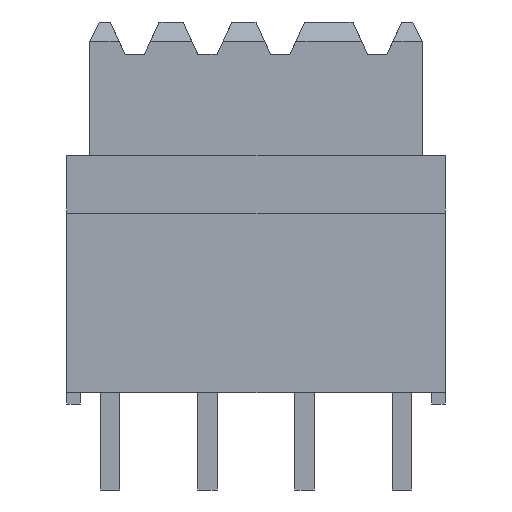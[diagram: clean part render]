
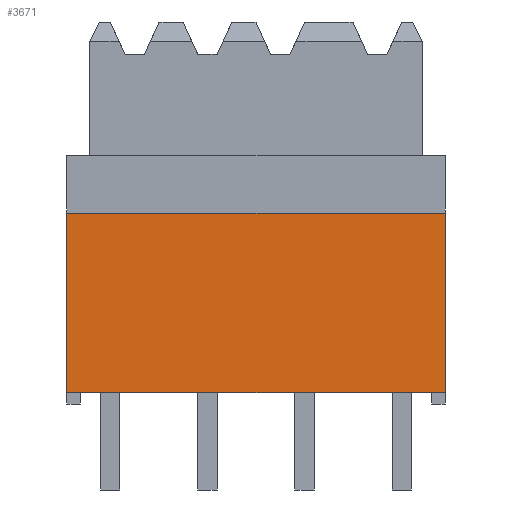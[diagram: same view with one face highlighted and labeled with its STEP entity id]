
A CAD part, front view. The second image highlights one B-rep face of the part: STEP entity #3671.
In plain terms, the highlighted free-form (B-spline) face has degree [1, 1] with [2, 2] control points.
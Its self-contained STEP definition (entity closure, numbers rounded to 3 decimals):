
#3568=CARTESIAN_POINT('',(-9.9,-42.2,10.0));
#3569=VERTEX_POINT('',#3568);
#3576=CARTESIAN_POINT('',(9.9,-42.2,10.0));
#3577=VERTEX_POINT('',#3576);
#3578=CARTESIAN_POINT('',(9.9,-42.2,10.0));
#3579=DIRECTION('',(-1.0,0.0,0.0));
#3580=VECTOR('',#3579,19.8);
#3581=LINE('',#3578,#3580);
#3582=EDGE_CURVE('',#3577,#3569,#3581,.T.);
#3608=CARTESIAN_POINT('',(9.9,-42.2,0.6));
#3609=VERTEX_POINT('',#3608);
#3616=CARTESIAN_POINT('',(-9.9,-42.2,0.6));
#3617=VERTEX_POINT('',#3616);
#3618=CARTESIAN_POINT('',(-9.9,-42.2,0.6));
#3619=DIRECTION('',(1.0,0.0,0.0));
#3620=VECTOR('',#3619,19.8);
#3621=LINE('',#3618,#3620);
#3622=EDGE_CURVE('',#3617,#3609,#3621,.T.);
#3638=CARTESIAN_POINT('',(-9.9,-42.2,10.0));
#3639=DIRECTION('',(0.0,0.0,-1.0));
#3640=VECTOR('',#3639,9.4);
#3641=LINE('',#3638,#3640);
#3642=EDGE_CURVE('',#3569,#3617,#3641,.T.);
#3655=CARTESIAN_POINT('',(9.9,-42.2,10.0));
#3656=CARTESIAN_POINT('',(9.9,-42.2,0.6));
#3657=CARTESIAN_POINT('',(-9.9,-42.2,10.0));
#3658=CARTESIAN_POINT('',(-9.9,-42.2,0.6));
#3659=B_SPLINE_SURFACE_WITH_KNOTS('',1,1,((#3655,#3657),(#3656,#3658)),.UNSPECIFIED.,.F.,.F.,.U.,(2,2),(2,2),(0.0,9.4),(0.0,19.8),.UNSPECIFIED.);
#3660=CARTESIAN_POINT('',(9.9,-42.2,10.0));
#3661=DIRECTION('',(0.0,0.0,-1.0));
#3662=VECTOR('',#3661,9.4);
#3663=LINE('',#3660,#3662);
#3664=EDGE_CURVE('',#3577,#3609,#3663,.T.);
#3665=ORIENTED_EDGE('',*,*,#3664,.F.);
#3666=ORIENTED_EDGE('',*,*,#3582,.T.);
#3667=ORIENTED_EDGE('',*,*,#3642,.T.);
#3668=ORIENTED_EDGE('',*,*,#3622,.T.);
#3669=EDGE_LOOP('',(#3665,#3666,#3667,#3668));
#3670=FACE_OUTER_BOUND('',#3669,.T.);
#3671=ADVANCED_FACE('',(#3670),#3659,.F.);
